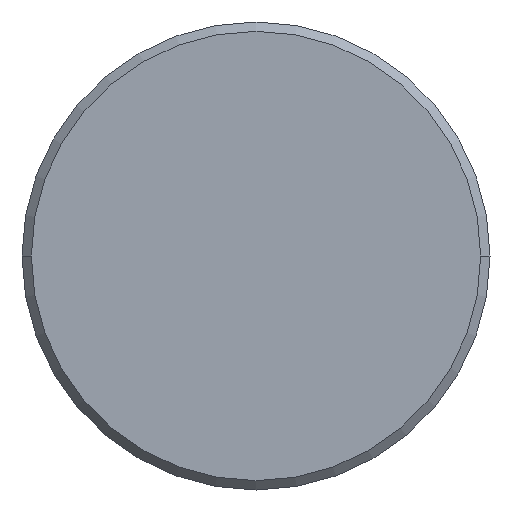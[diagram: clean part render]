
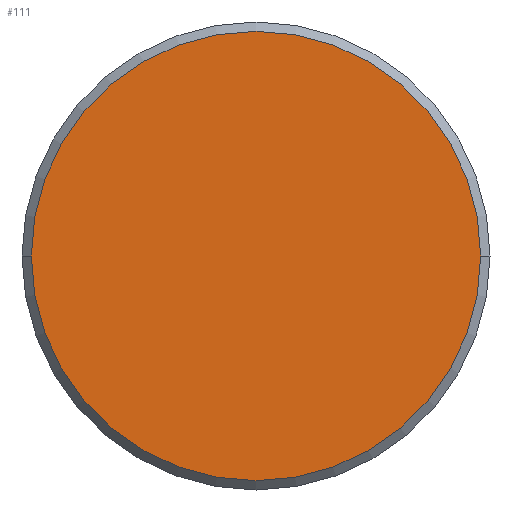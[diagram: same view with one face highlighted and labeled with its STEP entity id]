
A CAD part, front view. The second image highlights one B-rep face of the part: STEP entity #111.
In plain terms, the highlighted planar face has unit normal (0, -1, 0).
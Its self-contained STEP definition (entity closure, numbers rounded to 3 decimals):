
#111=ADVANCED_FACE('',(#194),#195,.T.);
#194=FACE_OUTER_BOUND('',#284,.T.);
#195=PLANE('',#285);
#284=EDGE_LOOP('',(#561,#562));
#285=AXIS2_PLACEMENT_3D('',#563,#564,#565);
#561=ORIENTED_EDGE('',*,*,#629,.F.);
#562=ORIENTED_EDGE('',*,*,#692,.F.);
#563=CARTESIAN_POINT('',(6.0,-3.0,0.0));
#564=DIRECTION('',(0.0,-1.0,0.0));
#565=DIRECTION('',(-1.0,0.0,0.0));
#629=EDGE_CURVE('',#733,#735,#736,.T.);
#692=EDGE_CURVE('',#735,#733,#835,.T.);
#733=VERTEX_POINT('',#884);
#735=VERTEX_POINT('',#887);
#736=CIRCLE('',#888,12.0);
#835=CIRCLE('',#1216,12.0);
#884=CARTESIAN_POINT('',(12.0,-3.0,0.0));
#887=CARTESIAN_POINT('',(-12.0,-3.0,0.));
#888=AXIS2_PLACEMENT_3D('',#1267,#1268,#1269);
#1216=AXIS2_PLACEMENT_3D('',#1358,#1359,#1360);
#1267=CARTESIAN_POINT('',(0.0,-3.0,0.0));
#1268=DIRECTION('',(0.0,1.0,0.0));
#1269=DIRECTION('',(1.0,0.0,0.0));
#1358=CARTESIAN_POINT('',(0.0,-3.0,0.0));
#1359=DIRECTION('',(0.0,1.0,0.0));
#1360=DIRECTION('',(1.0,0.0,0.0));
